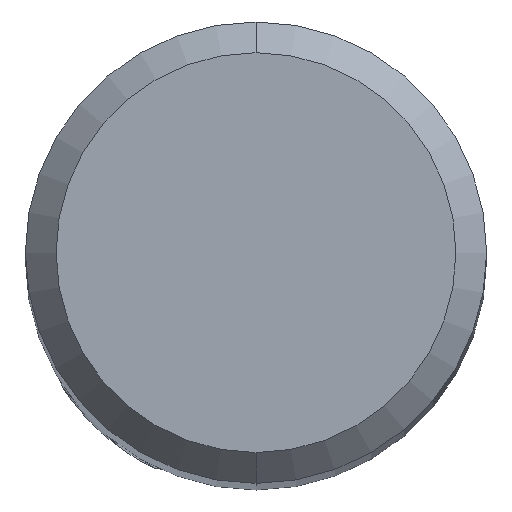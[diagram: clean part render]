
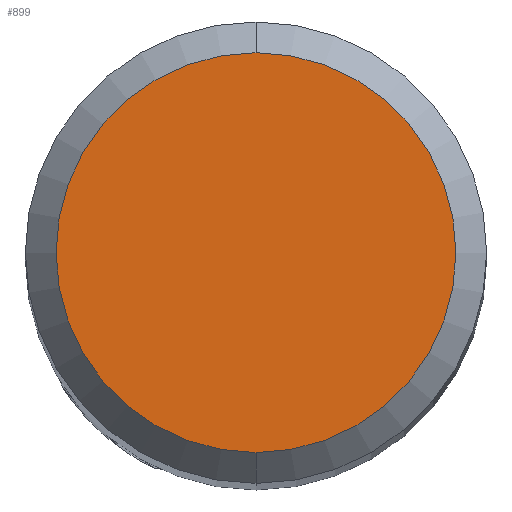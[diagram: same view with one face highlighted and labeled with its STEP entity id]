
A CAD part, top view. The second image highlights one B-rep face of the part: STEP entity #899.
In plain terms, the highlighted planar face has unit normal (0, 0, 1).
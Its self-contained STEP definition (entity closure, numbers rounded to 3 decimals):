
#375=VERTEX_POINT('',#1046);
#629=EDGE_CURVE('',#867,#375,#1327,.T.);
#633=EDGE_CURVE('',#375,#867,#1332,.T.);
#867=VERTEX_POINT('',#1586);
#899=ADVANCED_FACE('',(#1621),#1622,.T.);
#1046=CARTESIAN_POINT('',(0.0,2.6,0.0));
#1327=CIRCLE('',#3039,2.6);
#1332=CIRCLE('',#3045,2.6);
#1586=CARTESIAN_POINT('',(0.,-2.6,0.0));
#1621=FACE_OUTER_BOUND('',#4217,.T.);
#1622=PLANE('',#4218);
#3039=AXIS2_PLACEMENT_3D('',#4900,#4901,#4902);
#3045=AXIS2_PLACEMENT_3D('',#4913,#4914,#4915);
#4217=EDGE_LOOP('',(#5246,#5247));
#4218=AXIS2_PLACEMENT_3D('',#5248,#5249,#5250);
#4900=CARTESIAN_POINT('',(0.0,0.0,0.0));
#4901=DIRECTION('',(0.0,0.0,-1.0));
#4902=DIRECTION('',(0.0,1.0,0.0));
#4913=CARTESIAN_POINT('',(0.0,0.0,0.0));
#4914=DIRECTION('',(0.0,0.0,-1.0));
#4915=DIRECTION('',(0.0,1.0,0.0));
#5246=ORIENTED_EDGE('',*,*,#633,.F.);
#5247=ORIENTED_EDGE('',*,*,#629,.F.);
#5248=CARTESIAN_POINT('',(0.0,1.3,0.0));
#5249=DIRECTION('',(-0.0,0.0,1.0));
#5250=DIRECTION('',(0.0,-1.0,0.0));
